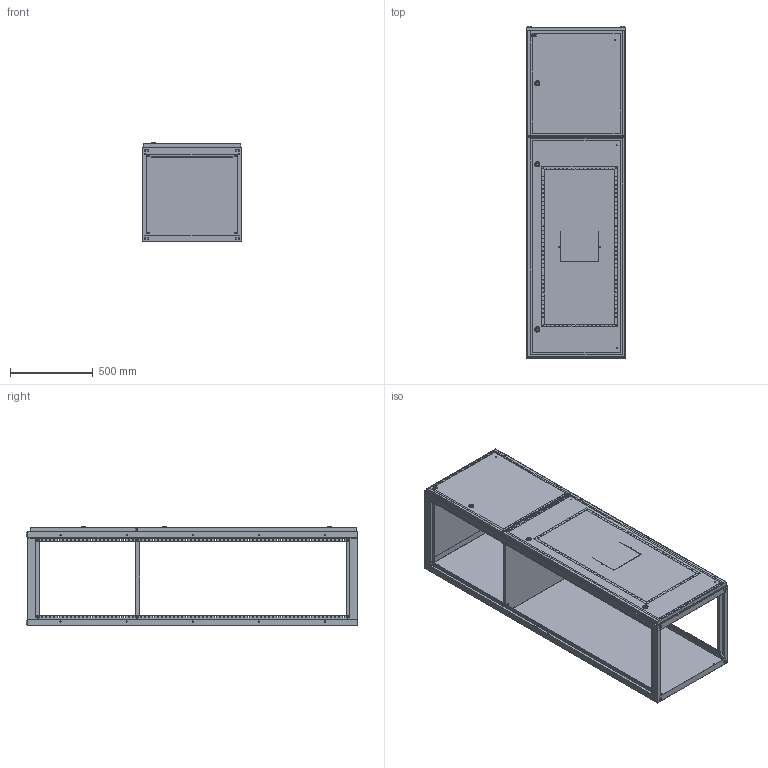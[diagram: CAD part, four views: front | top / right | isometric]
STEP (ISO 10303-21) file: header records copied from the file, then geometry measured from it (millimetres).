
FILE_DESCRIPTION (( 'STEP AP203' ), '1' );
FILE_NAME ('YKM51-2000-600-600-54 ÂÐÓ-2 ñáîðíûé êîðïóñ 2000õ600õ600 IP54 SMART.STEP', '2021-01-27T11:42:24', ( '' ), ( '' ), 'SwSTEP 2.0', 'SolidWorks 2017', '' );
FILE_SCHEMA (( 'CONFIG_CONTROL_DESIGN' ));
Length unit declared in the file: millimetre
Products named in the file (4): Êàðêàñ ÂÐÓ-2 2000õ600õ600; YKM51-2000-600-600-54 ÂÐÓ-2 ñáîðíûé êîðïóñ 2000õ600õ600 IP54 SMART; Äâåðü äëÿ ÂÐÓ-2 2000õ600 IP54; Äâåðü ó÷¸òíîãî îòñåêà 600 IP54
Assembly tree (3 placements, depth 2):
  YKM51-2000-600-600-54 ÂÐÓ-2 ñáîðíûé êîðïóñ 2000õ600õ600 IP54 SMART
    Êàðêàñ ÂÐÓ-2 2000õ600õ600
    Äâåðü äëÿ ÂÐÓ-2 2000õ600 IP54
    Äâåðü ó÷¸òíîãî îòñåêà 600 IP54
Bounding box: 600 x 2008 x 600.5 mm (x, y, z)
Volume: 7225569.2 mm3; surface area: 8992284.4 mm2
Topology: 47 solids, 51 shells, 3602 faces, 9387 edges, 5966 vertices
Faces by surface type: plane 2371, cylinder 781, cone 234, bspline 82, sphere 80, torus 54
Entity records: 113007 total; most frequent: CARTESIAN_POINT 23359, ORIENTED_EDGE 18582, DIRECTION 17535, EDGE_CURVE 9291, VECTOR 6755, LINE 6755, VERTEX_POINT 5966, AXIS2_PLACEMENT_3D 5390
